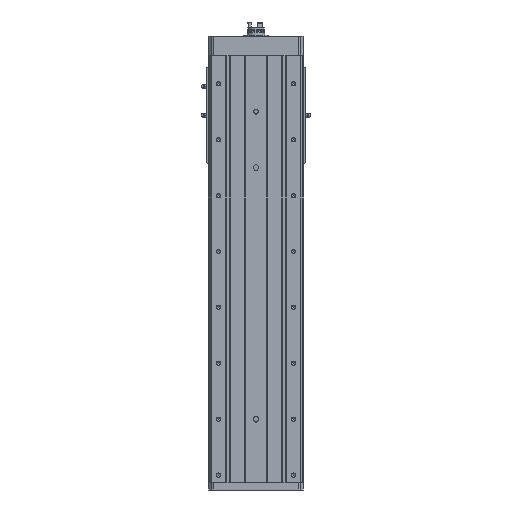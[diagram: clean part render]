
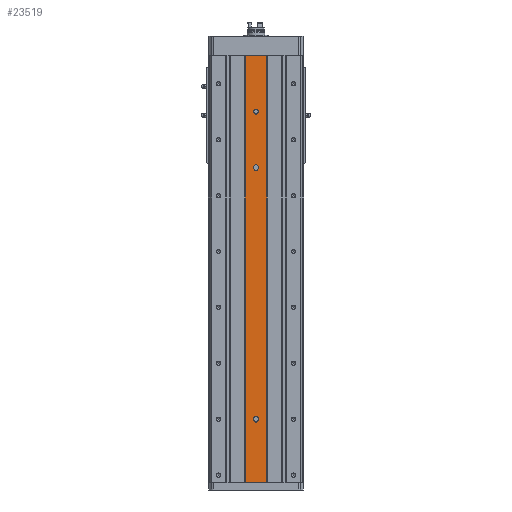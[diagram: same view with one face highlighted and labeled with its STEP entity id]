
A CAD part, front view. The second image highlights one B-rep face of the part: STEP entity #23519.
In plain terms, the highlighted planar face has unit normal (0, -1, 0).
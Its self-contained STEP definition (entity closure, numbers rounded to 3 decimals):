
#254=PLANE('',#25018);
#859=LINE('',#34246,#2253);
#941=LINE('',#34511,#2335);
#1080=LINE('',#34909,#2474);
#1081=LINE('',#34914,#2475);
#1082=LINE('',#34918,#2476);
#1083=LINE('',#34922,#2477);
#1084=LINE('',#34926,#2478);
#1085=LINE('',#34929,#2479);
#2253=VECTOR('',#27685,1000.);
#2335=VECTOR('',#27903,1000.);
#2474=VECTOR('',#28348,1000.);
#2475=VECTOR('',#28353,1000.);
#2476=VECTOR('',#28356,1000.);
#2477=VECTOR('',#28359,1000.);
#2478=VECTOR('',#28362,1000.);
#2479=VECTOR('',#28365,1000.);
#5053=ORIENTED_EDGE('',*,*,#10345,.T.);
#5054=ORIENTED_EDGE('',*,*,#10346,.T.);
#5055=ORIENTED_EDGE('',*,*,#10347,.T.);
#5056=ORIENTED_EDGE('',*,*,#10348,.T.);
#5057=ORIENTED_EDGE('',*,*,#10349,.T.);
#5058=ORIENTED_EDGE('',*,*,#10350,.T.);
#5059=ORIENTED_EDGE('',*,*,#10351,.T.);
#5060=ORIENTED_EDGE('',*,*,#10352,.T.);
#5061=ORIENTED_EDGE('',*,*,#10353,.F.);
#5062=ORIENTED_EDGE('',*,*,#10134,.F.);
#5063=ORIENTED_EDGE('',*,*,#10344,.F.);
#5064=ORIENTED_EDGE('',*,*,#9997,.T.);
#5065=ORIENTED_EDGE('',*,*,#10354,.T.);
#9997=EDGE_CURVE('',#12725,#12724,#859,.T.);
#10134=EDGE_CURVE('',#12839,#12840,#941,.T.);
#10344=EDGE_CURVE('',#12725,#12839,#1080,.T.);
#10345=EDGE_CURVE('',#12946,#12947,#14603,.F.);
#10346=EDGE_CURVE('',#12947,#12948,#1081,.T.);
#10347=EDGE_CURVE('',#12948,#12949,#14604,.F.);
#10348=EDGE_CURVE('',#12949,#12946,#1082,.T.);
#10349=EDGE_CURVE('',#12950,#12951,#14605,.F.);
#10350=EDGE_CURVE('',#12951,#12952,#1083,.T.);
#10351=EDGE_CURVE('',#12952,#12953,#14606,.F.);
#10352=EDGE_CURVE('',#12953,#12950,#1084,.T.);
#10353=EDGE_CURVE('',#12954,#12954,#14607,.T.);
#10354=EDGE_CURVE('',#12724,#12840,#1085,.T.);
#12724=VERTEX_POINT('',#34245);
#12725=VERTEX_POINT('',#34247);
#12839=VERTEX_POINT('',#34510);
#12840=VERTEX_POINT('',#34512);
#12946=VERTEX_POINT('',#34912);
#12947=VERTEX_POINT('',#34913);
#12948=VERTEX_POINT('',#34915);
#12949=VERTEX_POINT('',#34917);
#12950=VERTEX_POINT('',#34920);
#12951=VERTEX_POINT('',#34921);
#12952=VERTEX_POINT('',#34923);
#12953=VERTEX_POINT('',#34925);
#12954=VERTEX_POINT('',#34928);
#14603=CIRCLE('',#25019,4.);
#14604=CIRCLE('',#25020,4.);
#14605=CIRCLE('',#25021,4.);
#14606=CIRCLE('',#25022,4.);
#14607=CIRCLE('',#25023,4.3);
#15745=EDGE_LOOP('',(#5053,#5054,#5055,#5056));
#15746=EDGE_LOOP('',(#5057,#5058,#5059,#5060));
#15747=EDGE_LOOP('',(#5061));
#15748=EDGE_LOOP('',(#5062,#5063,#5064,#5065));
#17285=FACE_BOUND('',#15745,.T.);
#17286=FACE_BOUND('',#15746,.T.);
#17287=FACE_BOUND('',#15747,.T.);
#17288=FACE_BOUND('',#15748,.T.);
#23519=ADVANCED_FACE('',(#17285,#17286,#17287,#17288),#254,.T.);
#25018=AXIS2_PLACEMENT_3D('',#34910,#28349,#28350);
#25019=AXIS2_PLACEMENT_3D('',#34911,#28351,#28352);
#25020=AXIS2_PLACEMENT_3D('',#34916,#28354,#28355);
#25021=AXIS2_PLACEMENT_3D('',#34919,#28357,#28358);
#25022=AXIS2_PLACEMENT_3D('',#34924,#28360,#28361);
#25023=AXIS2_PLACEMENT_3D('',#34927,#28363,#28364);
#27685=DIRECTION('',(1.,0.,0.));
#27903=DIRECTION('',(1.,0.,0.));
#28348=DIRECTION('',(0.,0.,1.));
#28349=DIRECTION('',(0.,-1.,0.));
#28350=DIRECTION('',(0.,0.,-1.));
#28351=DIRECTION('',(0.,-1.,0.));
#28352=DIRECTION('',(0.,0.,-1.));
#28353=DIRECTION('',(0.,0.,1.));
#28354=DIRECTION('',(0.,-1.,0.));
#28355=DIRECTION('',(0.,0.,-1.));
#28356=DIRECTION('',(0.,0.,-1.));
#28357=DIRECTION('',(0.,-1.,0.));
#28358=DIRECTION('',(0.,0.,-1.));
#28359=DIRECTION('',(0.,0.,1.));
#28360=DIRECTION('',(0.,-1.,0.));
#28361=DIRECTION('',(0.,0.,-1.));
#28362=DIRECTION('',(0.,0.,-1.));
#28363=DIRECTION('',(0.,-1.,0.));
#28364=DIRECTION('',(0.,0.,-1.));
#28365=DIRECTION('',(0.,0.,1.));
#34245=CARTESIAN_POINT('',(19.379,0.5,-763.));
#34246=CARTESIAN_POINT('',(-19.379,0.5,-763.));
#34247=CARTESIAN_POINT('',(-19.379,0.5,-763.));
#34510=CARTESIAN_POINT('',(-19.379,0.5,0.));
#34511=CARTESIAN_POINT('',(-19.379,0.5,0.));
#34512=CARTESIAN_POINT('',(19.379,0.5,0.));
#34909=CARTESIAN_POINT('',(-19.379,0.5,-763.));
#34910=CARTESIAN_POINT('',(-19.379,0.5,-763.));
#34911=CARTESIAN_POINT('',(0.,0.5,-651.));
#34912=CARTESIAN_POINT('',(4.,0.5,-651.));
#34913=CARTESIAN_POINT('',(-4.,0.5,-651.));
#34914=CARTESIAN_POINT('',(-4.,0.5,-763.));
#34915=CARTESIAN_POINT('',(-4.,0.5,-649.));
#34916=CARTESIAN_POINT('',(0.,0.5,-649.));
#34917=CARTESIAN_POINT('',(4.,0.5,-649.));
#34918=CARTESIAN_POINT('',(4.,0.5,-763.));
#34919=CARTESIAN_POINT('',(0.,0.5,-201.));
#34920=CARTESIAN_POINT('',(4.,0.5,-201.));
#34921=CARTESIAN_POINT('',(-4.,0.5,-201.));
#34922=CARTESIAN_POINT('',(-4.,0.5,-763.));
#34923=CARTESIAN_POINT('',(-4.,0.5,-199.));
#34924=CARTESIAN_POINT('',(0.,0.5,-199.));
#34925=CARTESIAN_POINT('',(4.,0.5,-199.));
#34926=CARTESIAN_POINT('',(4.,0.5,-763.));
#34927=CARTESIAN_POINT('',(0.,0.5,-100.));
#34928=CARTESIAN_POINT('',(0.,0.5,-104.3));
#34929=CARTESIAN_POINT('',(19.379,0.5,-763.));
